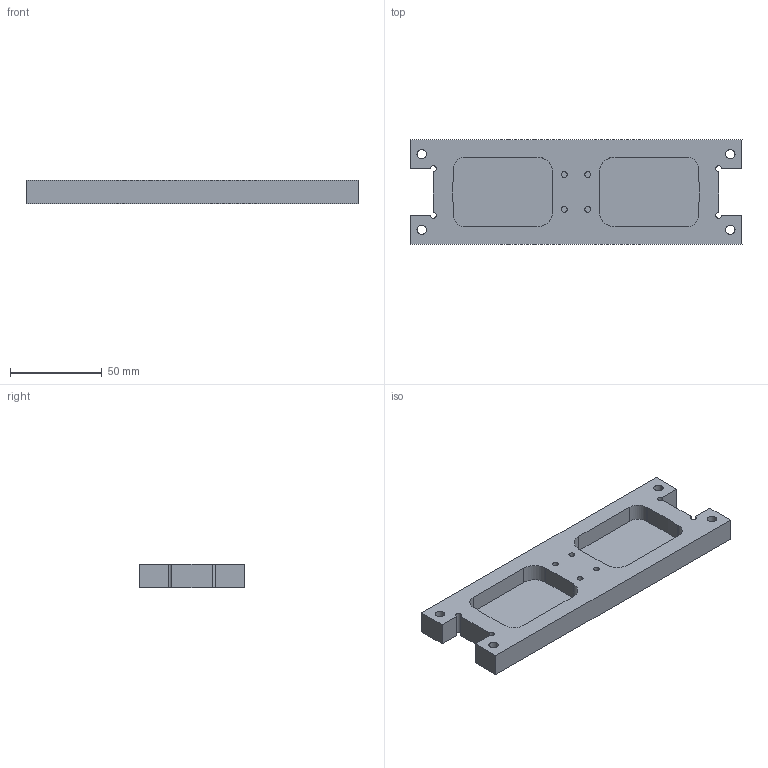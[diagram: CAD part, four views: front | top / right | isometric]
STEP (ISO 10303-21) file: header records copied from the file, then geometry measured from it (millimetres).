
FILE_DESCRIPTION(/* description */ (''),/* implementation_level */ '2;1');
FILE_NAME(/* name */ 'back wall.step',/* time_stamp */ '2023-08-30T16:15:46-04:00',/* author */ (''),/* organization */ (''),/* preprocessor_version */ 'ST-DEVELOPER v20',/* originating_system */ 'Autodesk Translation Framework v12.9.0.99',/* authorisation */ '');
FILE_SCHEMA (('AUTOMOTIVE_DESIGN { 1 0 10303 214 3 1 1 }'));
Length unit declared in the file: inch
Products named in the file (1): back wall
Bounding box: 180.97 x 57.15 x 12.7 mm (x, y, z)
Volume: 83134.2 mm3; surface area: 30552.7 mm2
Topology: 1 solids, 1 shells, 52 faces, 132 edges, 88 vertices
Faces by surface type: cylinder 26, plane 26
Full cylindrical faces by diameter (mm): 3.175 x4, 5.08 x4
Entity records: 1639 total; most frequent: DIRECTION 290, CARTESIAN_POINT 273, ORIENTED_EDGE 264, EDGE_CURVE 132, AXIS2_PLACEMENT_3D 105, VERTEX_POINT 88, LINE 80, VECTOR 80
